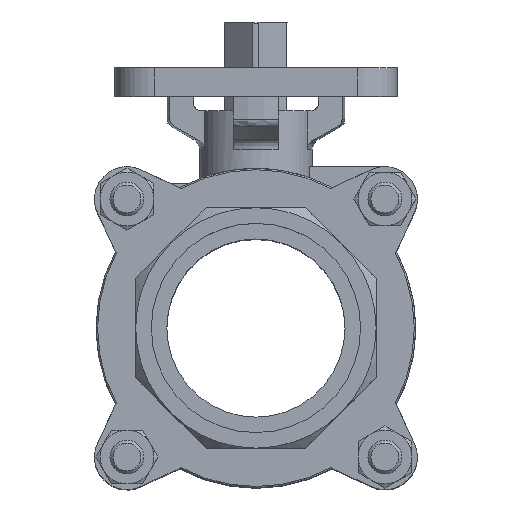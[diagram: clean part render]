
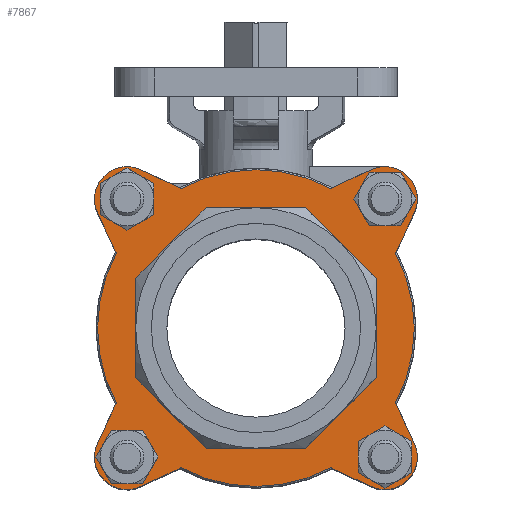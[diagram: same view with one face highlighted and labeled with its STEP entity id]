
A CAD part, top view. The second image highlights one B-rep face of the part: STEP entity #7867.
In plain terms, the highlighted face is planar.
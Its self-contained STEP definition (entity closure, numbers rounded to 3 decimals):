
#119=LINE('',#12305,#565);
#120=LINE('',#12308,#566);
#121=LINE('',#12310,#567);
#122=LINE('',#12312,#568);
#123=LINE('',#12314,#569);
#124=LINE('',#12316,#570);
#125=LINE('',#12318,#571);
#126=LINE('',#12320,#572);
#127=LINE('',#12321,#573);
#128=LINE('',#12326,#574);
#129=LINE('',#12330,#575);
#130=LINE('',#12334,#576);
#131=LINE('',#12338,#577);
#132=LINE('',#12342,#578);
#133=LINE('',#12346,#579);
#134=LINE('',#12350,#580);
#565=VECTOR('',#9598,1000.);
#566=VECTOR('',#9599,1000.);
#567=VECTOR('',#9600,1000.);
#568=VECTOR('',#9601,1000.);
#569=VECTOR('',#9602,1000.);
#570=VECTOR('',#9603,1000.);
#571=VECTOR('',#9604,1000.);
#572=VECTOR('',#9605,1000.);
#573=VECTOR('',#9606,1000.);
#574=VECTOR('',#9609,1000.);
#575=VECTOR('',#9612,1000.);
#576=VECTOR('',#9615,1000.);
#577=VECTOR('',#9618,1000.);
#578=VECTOR('',#9621,1000.);
#579=VECTOR('',#9624,1000.);
#580=VECTOR('',#9627,1000.);
#1076=PLANE('',#8474);
#1373=CIRCLE('',#8475,11.5);
#1374=CIRCLE('',#8476,56.);
#1375=CIRCLE('',#8477,11.5);
#1376=CIRCLE('',#8478,56.);
#1377=CIRCLE('',#8479,11.5);
#1378=CIRCLE('',#8480,56.);
#1379=CIRCLE('',#8481,11.5);
#1380=CIRCLE('',#8482,56.);
#1381=CIRCLE('',#8483,9.25);
#1382=CIRCLE('',#8484,9.25);
#1383=CIRCLE('',#8485,9.25);
#1384=CIRCLE('',#8486,9.25);
#1982=ORIENTED_EDGE('',*,*,#4346,.F.);
#1983=ORIENTED_EDGE('',*,*,#4347,.F.);
#1984=ORIENTED_EDGE('',*,*,#4348,.F.);
#1985=ORIENTED_EDGE('',*,*,#4349,.F.);
#1986=ORIENTED_EDGE('',*,*,#4350,.F.);
#1987=ORIENTED_EDGE('',*,*,#4351,.F.);
#1988=ORIENTED_EDGE('',*,*,#4352,.F.);
#1989=ORIENTED_EDGE('',*,*,#4353,.F.);
#1990=ORIENTED_EDGE('',*,*,#4354,.F.);
#1991=ORIENTED_EDGE('',*,*,#4355,.F.);
#1992=ORIENTED_EDGE('',*,*,#4356,.F.);
#1993=ORIENTED_EDGE('',*,*,#4357,.T.);
#1994=ORIENTED_EDGE('',*,*,#4358,.F.);
#1995=ORIENTED_EDGE('',*,*,#4359,.F.);
#1996=ORIENTED_EDGE('',*,*,#4360,.F.);
#1997=ORIENTED_EDGE('',*,*,#4361,.T.);
#1998=ORIENTED_EDGE('',*,*,#4362,.F.);
#1999=ORIENTED_EDGE('',*,*,#4363,.F.);
#2000=ORIENTED_EDGE('',*,*,#4364,.F.);
#2001=ORIENTED_EDGE('',*,*,#4365,.T.);
#2002=ORIENTED_EDGE('',*,*,#4366,.F.);
#2003=ORIENTED_EDGE('',*,*,#4367,.F.);
#2004=ORIENTED_EDGE('',*,*,#4368,.F.);
#2005=ORIENTED_EDGE('',*,*,#4369,.T.);
#2006=ORIENTED_EDGE('',*,*,#4370,.F.);
#2007=ORIENTED_EDGE('',*,*,#4371,.F.);
#2008=ORIENTED_EDGE('',*,*,#4372,.F.);
#2009=ORIENTED_EDGE('',*,*,#4373,.F.);
#4346=EDGE_CURVE('',#5504,#5505,#119,.T.);
#4347=EDGE_CURVE('',#5506,#5504,#120,.T.);
#4348=EDGE_CURVE('',#5507,#5506,#121,.T.);
#4349=EDGE_CURVE('',#5508,#5507,#122,.T.);
#4350=EDGE_CURVE('',#5509,#5508,#123,.T.);
#4351=EDGE_CURVE('',#5510,#5509,#124,.T.);
#4352=EDGE_CURVE('',#5511,#5510,#125,.T.);
#4353=EDGE_CURVE('',#5505,#5511,#126,.T.);
#4354=EDGE_CURVE('',#5512,#5513,#127,.T.);
#4355=EDGE_CURVE('',#5514,#5512,#1373,.T.);
#4356=EDGE_CURVE('',#5515,#5514,#128,.T.);
#4357=EDGE_CURVE('',#5515,#5516,#1374,.T.);
#4358=EDGE_CURVE('',#5517,#5516,#129,.T.);
#4359=EDGE_CURVE('',#5518,#5517,#1375,.T.);
#4360=EDGE_CURVE('',#5519,#5518,#130,.T.);
#4361=EDGE_CURVE('',#5519,#5520,#1376,.T.);
#4362=EDGE_CURVE('',#5521,#5520,#131,.T.);
#4363=EDGE_CURVE('',#5522,#5521,#1377,.T.);
#4364=EDGE_CURVE('',#5523,#5522,#132,.T.);
#4365=EDGE_CURVE('',#5523,#5524,#1378,.T.);
#4366=EDGE_CURVE('',#5525,#5524,#133,.T.);
#4367=EDGE_CURVE('',#5526,#5525,#1379,.T.);
#4368=EDGE_CURVE('',#5527,#5526,#134,.T.);
#4369=EDGE_CURVE('',#5527,#5513,#1380,.T.);
#4370=EDGE_CURVE('',#5528,#5528,#1381,.F.);
#4371=EDGE_CURVE('',#5529,#5529,#1382,.F.);
#4372=EDGE_CURVE('',#5530,#5530,#1383,.F.);
#4373=EDGE_CURVE('',#5531,#5531,#1384,.F.);
#5504=VERTEX_POINT('',#12306);
#5505=VERTEX_POINT('',#12307);
#5506=VERTEX_POINT('',#12309);
#5507=VERTEX_POINT('',#12311);
#5508=VERTEX_POINT('',#12313);
#5509=VERTEX_POINT('',#12315);
#5510=VERTEX_POINT('',#12317);
#5511=VERTEX_POINT('',#12319);
#5512=VERTEX_POINT('',#12322);
#5513=VERTEX_POINT('',#12323);
#5514=VERTEX_POINT('',#12325);
#5515=VERTEX_POINT('',#12327);
#5516=VERTEX_POINT('',#12329);
#5517=VERTEX_POINT('',#12331);
#5518=VERTEX_POINT('',#12333);
#5519=VERTEX_POINT('',#12335);
#5520=VERTEX_POINT('',#12337);
#5521=VERTEX_POINT('',#12339);
#5522=VERTEX_POINT('',#12341);
#5523=VERTEX_POINT('',#12343);
#5524=VERTEX_POINT('',#12345);
#5525=VERTEX_POINT('',#12347);
#5526=VERTEX_POINT('',#12349);
#5527=VERTEX_POINT('',#12351);
#5528=VERTEX_POINT('',#12354);
#5529=VERTEX_POINT('',#12356);
#5530=VERTEX_POINT('',#12358);
#5531=VERTEX_POINT('',#12360);
#6529=EDGE_LOOP('',(#1982,#1983,#1984,#1985,#1986,#1987,#1988,#1989));
#6530=EDGE_LOOP('',(#1990,#1991,#1992,#1993,#1994,#1995,#1996,#1997,#1998,
#1999,#2000,#2001,#2002,#2003,#2004,#2005));
#6531=EDGE_LOOP('',(#2006));
#6532=EDGE_LOOP('',(#2007));
#6533=EDGE_LOOP('',(#2008));
#6534=EDGE_LOOP('',(#2009));
#7140=FACE_BOUND('',#6529,.T.);
#7141=FACE_BOUND('',#6530,.T.);
#7142=FACE_BOUND('',#6531,.T.);
#7143=FACE_BOUND('',#6532,.T.);
#7144=FACE_BOUND('',#6533,.T.);
#7145=FACE_BOUND('',#6534,.T.);
#7867=ADVANCED_FACE('',(#7140,#7141,#7142,#7143,#7144,#7145),#1076,.F.);
#8474=AXIS2_PLACEMENT_3D('',#12304,#9596,#9597);
#8475=AXIS2_PLACEMENT_3D('',#12324,#9607,#9608);
#8476=AXIS2_PLACEMENT_3D('',#12328,#9610,#9611);
#8477=AXIS2_PLACEMENT_3D('',#12332,#9613,#9614);
#8478=AXIS2_PLACEMENT_3D('',#12336,#9616,#9617);
#8479=AXIS2_PLACEMENT_3D('',#12340,#9619,#9620);
#8480=AXIS2_PLACEMENT_3D('',#12344,#9622,#9623);
#8481=AXIS2_PLACEMENT_3D('',#12348,#9625,#9626);
#8482=AXIS2_PLACEMENT_3D('',#12352,#9628,#9629);
#8483=AXIS2_PLACEMENT_3D('',#12353,#9630,#9631);
#8484=AXIS2_PLACEMENT_3D('',#12355,#9632,#9633);
#8485=AXIS2_PLACEMENT_3D('',#12357,#9634,#9635);
#8486=AXIS2_PLACEMENT_3D('',#12359,#9636,#9637);
#9596=DIRECTION('',(0.,0.,1.));
#9597=DIRECTION('',(1.,0.,0.));
#9598=DIRECTION('',(0.707,-0.707,0.));
#9599=DIRECTION('',(1.,0.,0.));
#9600=DIRECTION('',(0.707,0.707,0.));
#9601=DIRECTION('',(0.,1.,0.));
#9602=DIRECTION('',(-0.707,0.707,0.));
#9603=DIRECTION('',(-1.,0.,0.));
#9604=DIRECTION('',(-0.707,-0.707,0.));
#9605=DIRECTION('',(0.,-1.,0.));
#9606=DIRECTION('',(0.423,-0.906,0.));
#9607=DIRECTION('',(0.,0.,1.));
#9608=DIRECTION('',(1.,0.,0.));
#9609=DIRECTION('',(-0.906,0.423,0.));
#9610=DIRECTION('',(0.,0.,-1.));
#9611=DIRECTION('',(-1.,0.,0.));
#9612=DIRECTION('',(-0.906,-0.423,0.));
#9613=DIRECTION('',(0.,0.,1.));
#9614=DIRECTION('',(1.,0.,0.));
#9615=DIRECTION('',(0.423,0.906,0.));
#9616=DIRECTION('',(0.,0.,-1.));
#9617=DIRECTION('',(-1.,0.,0.));
#9618=DIRECTION('',(-0.423,0.906,0.));
#9619=DIRECTION('',(0.,0.,1.));
#9620=DIRECTION('',(1.,0.,0.));
#9621=DIRECTION('',(0.906,-0.423,0.));
#9622=DIRECTION('',(0.,0.,-1.));
#9623=DIRECTION('',(-1.,0.,0.));
#9624=DIRECTION('',(0.906,0.423,0.));
#9625=DIRECTION('',(0.,0.,1.));
#9626=DIRECTION('',(1.,0.,0.));
#9627=DIRECTION('',(-0.423,-0.906,0.));
#9628=DIRECTION('',(0.,0.,-1.));
#9629=DIRECTION('',(-1.,0.,0.));
#9630=DIRECTION('',(0.,0.,1.));
#9631=DIRECTION('',(1.,0.,0.));
#9632=DIRECTION('',(0.,0.,1.));
#9633=DIRECTION('',(1.,0.,0.));
#9634=DIRECTION('',(0.,0.,1.));
#9635=DIRECTION('',(1.,0.,0.));
#9636=DIRECTION('',(0.,0.,1.));
#9637=DIRECTION('',(1.,0.,0.));
#12304=CARTESIAN_POINT('',(0.,56.5,-53.1));
#12305=CARTESIAN_POINT('',(1.802,58.302,-53.1));
#12306=CARTESIAN_POINT('',(17.604,42.5,-53.1));
#12307=CARTESIAN_POINT('',(42.5,17.604,-53.1));
#12308=CARTESIAN_POINT('',(0.,42.5,-53.1));
#12309=CARTESIAN_POINT('',(-17.604,42.5,-53.1));
#12310=CARTESIAN_POINT('',(-1.802,58.302,-53.1));
#12311=CARTESIAN_POINT('',(-42.5,17.604,-53.1));
#12312=CARTESIAN_POINT('',(-42.5,56.5,-53.1));
#12313=CARTESIAN_POINT('',(-42.5,-17.604,-53.1));
#12314=CARTESIAN_POINT('',(-58.302,-1.802,-53.1));
#12315=CARTESIAN_POINT('',(-17.604,-42.5,-53.1));
#12316=CARTESIAN_POINT('',(0.,-42.5,-53.1));
#12317=CARTESIAN_POINT('',(17.604,-42.5,-53.1));
#12318=CARTESIAN_POINT('',(58.302,-1.802,-53.1));
#12319=CARTESIAN_POINT('',(42.5,-17.604,-53.1));
#12320=CARTESIAN_POINT('',(42.5,56.5,-53.1));
#12321=CARTESIAN_POINT('',(-56.031,40.748,-53.1));
#12322=CARTESIAN_POINT('',(-56.031,40.748,-53.1));
#12323=CARTESIAN_POINT('',(-49.362,26.446,-53.1));
#12324=CARTESIAN_POINT('',(-45.608,45.608,-53.1));
#12325=CARTESIAN_POINT('',(-40.748,56.031,-53.1));
#12326=CARTESIAN_POINT('',(0.,37.03,-53.1));
#12327=CARTESIAN_POINT('',(-26.446,49.362,-53.1));
#12328=CARTESIAN_POINT('',(0.,0.,-53.1));
#12329=CARTESIAN_POINT('',(26.446,49.362,-53.1));
#12330=CARTESIAN_POINT('',(40.748,56.031,-53.1));
#12331=CARTESIAN_POINT('',(40.748,56.031,-53.1));
#12332=CARTESIAN_POINT('',(45.608,45.608,-53.1));
#12333=CARTESIAN_POINT('',(56.031,40.748,-53.1));
#12334=CARTESIAN_POINT('',(37.03,0.,-53.1));
#12335=CARTESIAN_POINT('',(49.362,26.446,-53.1));
#12336=CARTESIAN_POINT('',(0.,0.,-53.1));
#12337=CARTESIAN_POINT('',(49.362,-26.446,-53.1));
#12338=CARTESIAN_POINT('',(56.031,-40.748,-53.1));
#12339=CARTESIAN_POINT('',(56.031,-40.748,-53.1));
#12340=CARTESIAN_POINT('',(45.608,-45.608,-53.1));
#12341=CARTESIAN_POINT('',(40.748,-56.031,-53.1));
#12342=CARTESIAN_POINT('',(0.,-37.03,-53.1));
#12343=CARTESIAN_POINT('',(26.446,-49.362,-53.1));
#12344=CARTESIAN_POINT('',(0.,0.,-53.1));
#12345=CARTESIAN_POINT('',(-26.446,-49.362,-53.1));
#12346=CARTESIAN_POINT('',(-40.748,-56.031,-53.1));
#12347=CARTESIAN_POINT('',(-40.748,-56.031,-53.1));
#12348=CARTESIAN_POINT('',(-45.608,-45.608,-53.1));
#12349=CARTESIAN_POINT('',(-56.031,-40.748,-53.1));
#12350=CARTESIAN_POINT('',(-37.03,0.,-53.1));
#12351=CARTESIAN_POINT('',(-49.362,-26.446,-53.1));
#12352=CARTESIAN_POINT('',(0.,0.,-53.1));
#12353=CARTESIAN_POINT('',(-45.608,45.608,-53.1));
#12354=CARTESIAN_POINT('',(-36.358,45.608,-53.1));
#12355=CARTESIAN_POINT('',(-45.608,-45.608,-53.1));
#12356=CARTESIAN_POINT('',(-36.358,-45.608,-53.1));
#12357=CARTESIAN_POINT('',(45.608,-45.608,-53.1));
#12358=CARTESIAN_POINT('',(54.858,-45.608,-53.1));
#12359=CARTESIAN_POINT('',(45.608,45.608,-53.1));
#12360=CARTESIAN_POINT('',(54.858,45.608,-53.1));
